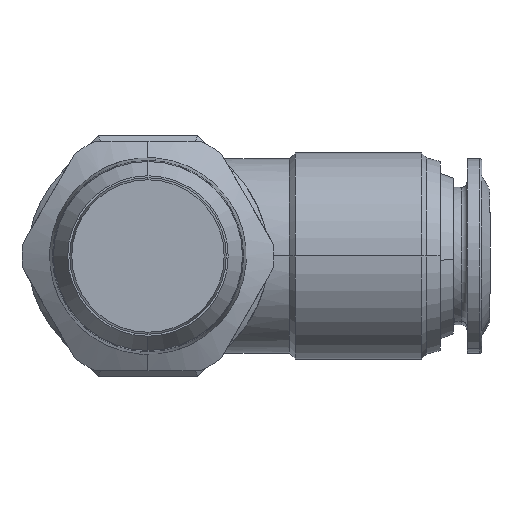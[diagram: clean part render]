
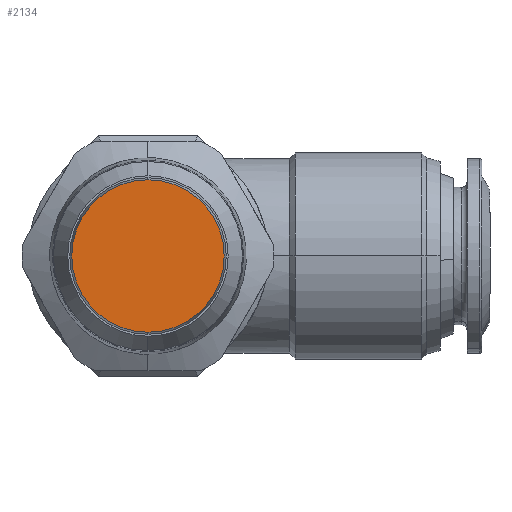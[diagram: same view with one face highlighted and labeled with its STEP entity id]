
A CAD part, front view. The second image highlights one B-rep face of the part: STEP entity #2134.
In plain terms, the highlighted planar face has unit normal (0, -1, 0).
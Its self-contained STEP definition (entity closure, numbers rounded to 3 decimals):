
#542 = VERTEX_POINT ( 'NONE', #1268 ) ;
#546 = VERTEX_POINT ( 'NONE', #1262 ) ;
#1262 = CARTESIAN_POINT ( 'NONE',  ( 0., 0., 6.65 ) ) ;
#1268 = CARTESIAN_POINT ( 'NONE',  ( 0., 0., -6.65 ) ) ;
#2134 = ADVANCED_FACE ( 'NONE', ( #8451 ), #2708, .T. ) ;
#2708 = PLANE ( 'NONE',  #5851 ) ;
#2716 = CARTESIAN_POINT ( 'NONE',  ( 0., 0., 0. ) ) ;
#2717 = DIRECTION ( 'NONE',  ( 0., -1., 0. ) ) ;
#2718 = DIRECTION ( 'NONE',  ( 0., 0., -1. ) ) ;
#3138 = EDGE_CURVE ( 'NONE', #542, #546, #6405, .T. ) ;
#4219 = EDGE_CURVE ( 'NONE', #546, #542, #6430, .T. ) ;
#5851 = AXIS2_PLACEMENT_3D ( 'NONE', #2716, #2717, #2718 ) ;
#6204 = CARTESIAN_POINT ( 'NONE',  ( 0., 0., 0. ) ) ;
#6205 = DIRECTION ( 'NONE',  ( 0., -1., 0. ) ) ;
#6206 = DIRECTION ( 'NONE',  ( 0., 0., -1. ) ) ;
#6245 = CARTESIAN_POINT ( 'NONE',  ( 0., 0., 0. ) ) ;
#6246 = DIRECTION ( 'NONE',  ( 0., -1., 0. ) ) ;
#6247 = DIRECTION ( 'NONE',  ( 0., 0., -1. ) ) ;
#6405 = CIRCLE ( 'NONE', #9143, 6.65 ) ;
#6430 = CIRCLE ( 'NONE', #9154, 6.65 ) ;
#8156 = EDGE_LOOP ( 'NONE', ( #8929, #8930 ) ) ;
#8451 = FACE_OUTER_BOUND ( 'NONE', #8156, .T. ) ;
#8929 = ORIENTED_EDGE ( 'NONE', *, *, #4219, .T. ) ;
#8930 = ORIENTED_EDGE ( 'NONE', *, *, #3138, .T. ) ;
#9143 = AXIS2_PLACEMENT_3D ( 'NONE', #6204, #6205, #6206 ) ;
#9154 = AXIS2_PLACEMENT_3D ( 'NONE', #6245, #6246, #6247 ) ;
